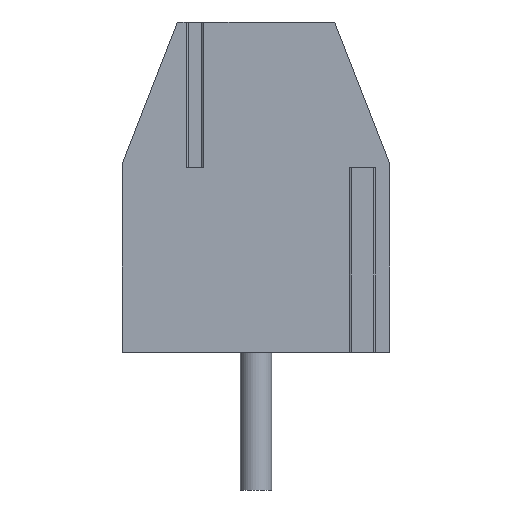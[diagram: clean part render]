
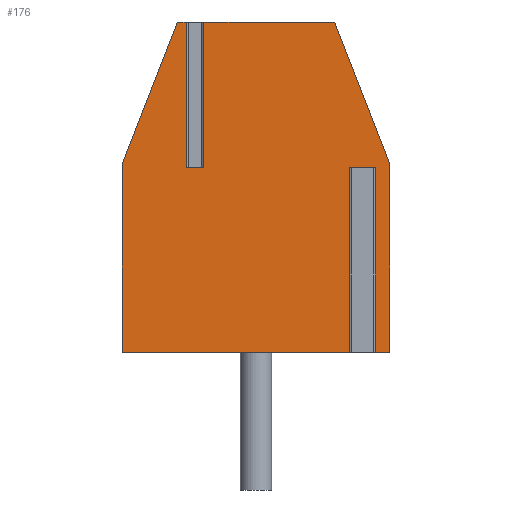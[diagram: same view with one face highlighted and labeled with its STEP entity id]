
A CAD part, front view. The second image highlights one B-rep face of the part: STEP entity #176.
In plain terms, the highlighted planar face has unit normal (0, -1, 0).
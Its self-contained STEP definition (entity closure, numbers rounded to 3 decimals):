
#176 = ADVANCED_FACE( '', ( #450 ), #451, .T. );
#450 = FACE_OUTER_BOUND( '', #827, .T. );
#451 = PLANE( '', #828 );
#827 = EDGE_LOOP( '', ( #1295, #1296, #1297, #1298, #1299, #1300, #1301, #1302, #1303, #1304, #1305, #1306, #1307, #1308 ) );
#828 = AXIS2_PLACEMENT_3D( '', #1309, #1310, #1311 );
#1295 = ORIENTED_EDGE( '', *, *, #2347, .T. );
#1296 = ORIENTED_EDGE( '', *, *, #2286, .T. );
#1297 = ORIENTED_EDGE( '', *, *, #2348, .T. );
#1298 = ORIENTED_EDGE( '', *, *, #2297, .T. );
#1299 = ORIENTED_EDGE( '', *, *, #2349, .T. );
#1300 = ORIENTED_EDGE( '', *, *, #2322, .T. );
#1301 = ORIENTED_EDGE( '', *, *, #2350, .T. );
#1302 = ORIENTED_EDGE( '', *, *, #2351, .T. );
#1303 = ORIENTED_EDGE( '', *, *, #2352, .T. );
#1304 = ORIENTED_EDGE( '', *, *, #2353, .F. );
#1305 = ORIENTED_EDGE( '', *, *, #2354, .T. );
#1306 = ORIENTED_EDGE( '', *, *, #2355, .T. );
#1307 = ORIENTED_EDGE( '', *, *, #2356, .T. );
#1308 = ORIENTED_EDGE( '', *, *, #2340, .F. );
#1309 = CARTESIAN_POINT( '', ( -29.746, -24.9, 0. ) );
#1310 = DIRECTION( '', ( 0., -1., 0. ) );
#1311 = DIRECTION( '', ( 0., 0., -1. ) );
#2286 = EDGE_CURVE( '', #2739, #2743, #2745, .T. );
#2297 = EDGE_CURVE( '', #2759, #2763, #2765, .T. );
#2322 = EDGE_CURVE( '', #2803, #2808, #2810, .T. );
#2340 = EDGE_CURVE( '', #2840, #2812, #2842, .T. );
#2347 = EDGE_CURVE( '', #2840, #2739, #2852, .T. );
#2348 = EDGE_CURVE( '', #2743, #2759, #2853, .T. );
#2349 = EDGE_CURVE( '', #2763, #2803, #2854, .T. );
#2350 = EDGE_CURVE( '', #2808, #2855, #2856, .F. );
#2351 = EDGE_CURVE( '', #2855, #2857, #2858, .T. );
#2352 = EDGE_CURVE( '', #2857, #2859, #2860, .F. );
#2353 = EDGE_CURVE( '', #2861, #2859, #2862, .T. );
#2354 = EDGE_CURVE( '', #2861, #2863, #2864, .F. );
#2355 = EDGE_CURVE( '', #2863, #2865, #2866, .T. );
#2356 = EDGE_CURVE( '', #2865, #2812, #2867, .F. );
#2739 = VERTEX_POINT( '', #3397 );
#2743 = VERTEX_POINT( '', #3402 );
#2745 = LINE( '', #3404, #3405 );
#2759 = VERTEX_POINT( '', #3424 );
#2763 = VERTEX_POINT( '', #3429 );
#2765 = LINE( '', #3431, #3432 );
#2803 = VERTEX_POINT( '', #3484 );
#2808 = VERTEX_POINT( '', #3491 );
#2810 = LINE( '', #3494, #3495 );
#2812 = VERTEX_POINT( '', #3497 );
#2840 = VERTEX_POINT( '', #3540 );
#2842 = LINE( '', #3543, #3544 );
#2852 = LINE( '', #3557, #3558 );
#2853 = LINE( '', #3559, #3560 );
#2854 = LINE( '', #3561, #3562 );
#2855 = VERTEX_POINT( '', #3563 );
#2856 = LINE( '', #3564, #3565 );
#2857 = VERTEX_POINT( '', #3566 );
#2858 = LINE( '', #3567, #3568 );
#2859 = VERTEX_POINT( '', #3569 );
#2860 = LINE( '', #3570, #3571 );
#2861 = VERTEX_POINT( '', #3572 );
#2862 = LINE( '', #3573, #3574 );
#2863 = VERTEX_POINT( '', #3575 );
#2864 = LINE( '', #3576, #3577 );
#2865 = VERTEX_POINT( '', #3578 );
#2866 = LINE( '', #3579, #3580 );
#2867 = LINE( '', #3581, #3582 );
#3397 = CARTESIAN_POINT( '', ( -27.27, -24.9, 0. ) );
#3402 = CARTESIAN_POINT( '', ( -27.27, -24.9, 4.7 ) );
#3404 = CARTESIAN_POINT( '', ( -27.27, -24.9, 4.7 ) );
#3405 = VECTOR( '', #4247, 1000. );
#3424 = CARTESIAN_POINT( '', ( -26.822, -24.9, 4.7 ) );
#3429 = CARTESIAN_POINT( '', ( -26.822, -24.9, 0. ) );
#3431 = CARTESIAN_POINT( '', ( -26.822, -24.9, 0. ) );
#3432 = VECTOR( '', #4260, 1000. );
#3484 = CARTESIAN_POINT( '', ( -26.346, -24.9, 0. ) );
#3491 = CARTESIAN_POINT( '', ( -26.346, -24.9, 4.8 ) );
#3494 = CARTESIAN_POINT( '', ( -26.346, -24.9, 0. ) );
#3495 = VECTOR( '', #4284, 1000. );
#3497 = CARTESIAN_POINT( '', ( -33.146, -24.9, 4.8 ) );
#3540 = CARTESIAN_POINT( '', ( -33.146, -24.9, 0. ) );
#3543 = CARTESIAN_POINT( '', ( -33.146, -24.9, 0. ) );
#3544 = VECTOR( '', #4301, 1000. );
#3557 = CARTESIAN_POINT( '', ( -29.746, -24.9, 0. ) );
#3558 = VECTOR( '', #4308, 1000. );
#3559 = CARTESIAN_POINT( '', ( -26.696, -24.9, 4.7 ) );
#3560 = VECTOR( '', #4309, 1000. );
#3561 = CARTESIAN_POINT( '', ( -29.746, -24.9, 0. ) );
#3562 = VECTOR( '', #4310, 1000. );
#3563 = CARTESIAN_POINT( '', ( -27.746, -24.9, 8.4 ) );
#3564 = CARTESIAN_POINT( '', ( -25.171, -24.9, 1.779 ) );
#3565 = VECTOR( '', #4311, 1000. );
#3566 = CARTESIAN_POINT( '', ( -31.072, -24.9, 8.4 ) );
#3567 = CARTESIAN_POINT( '', ( -29.746, -24.9, 8.4 ) );
#3568 = VECTOR( '', #4312, 1000. );
#3569 = CARTESIAN_POINT( '', ( -31.072, -24.9, 4.7 ) );
#3570 = CARTESIAN_POINT( '', ( -31.072, -24.9, 4.7 ) );
#3571 = VECTOR( '', #4313, 1000. );
#3572 = CARTESIAN_POINT( '', ( -31.52, -24.9, 4.7 ) );
#3573 = CARTESIAN_POINT( '', ( -30.946, -24.9, 4.7 ) );
#3574 = VECTOR( '', #4314, 1000. );
#3575 = CARTESIAN_POINT( '', ( -31.52, -24.9, 8.4 ) );
#3576 = CARTESIAN_POINT( '', ( -31.52, -24.9, 8.4 ) );
#3577 = VECTOR( '', #4315, 1000. );
#3578 = CARTESIAN_POINT( '', ( -31.746, -24.9, 8.4 ) );
#3579 = CARTESIAN_POINT( '', ( -29.746, -24.9, 8.4 ) );
#3580 = VECTOR( '', #4316, 1000. );
#3581 = CARTESIAN_POINT( '', ( -34.32, -24.9, 1.779 ) );
#3582 = VECTOR( '', #4317, 1000. );
#4247 = DIRECTION( '', ( 0., 0., 1. ) );
#4260 = DIRECTION( '', ( 0., 0., -1. ) );
#4284 = DIRECTION( '', ( 0., 0., 1. ) );
#4301 = DIRECTION( '', ( 0., 0., 1. ) );
#4308 = DIRECTION( '', ( 1., 0., 0. ) );
#4309 = DIRECTION( '', ( 1., 0., 0. ) );
#4310 = DIRECTION( '', ( 1., 0., 0. ) );
#4311 = DIRECTION( '', ( 0.362, 0., -0.932 ) );
#4312 = DIRECTION( '', ( -1., 0., 0. ) );
#4313 = DIRECTION( '', ( 0., 0., 1. ) );
#4314 = DIRECTION( '', ( 1., 0., 0. ) );
#4315 = DIRECTION( '', ( 0., 0., -1. ) );
#4316 = DIRECTION( '', ( -1., 0., 0. ) );
#4317 = DIRECTION( '', ( 0.362, 0., 0.932 ) );
